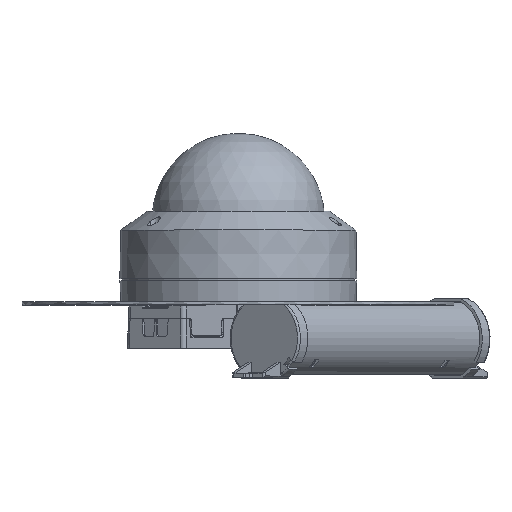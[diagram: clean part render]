
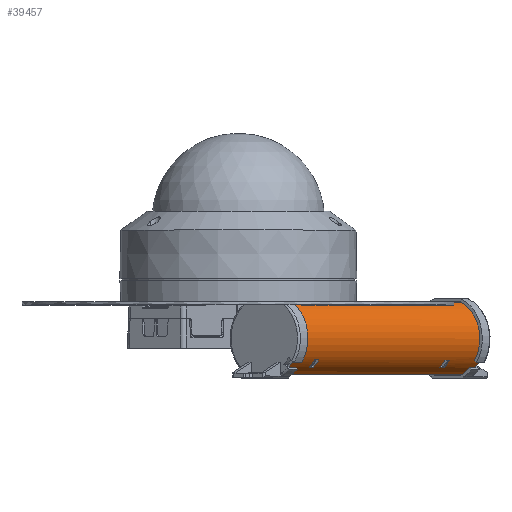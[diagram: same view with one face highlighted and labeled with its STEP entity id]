
A CAD part, top view. The second image highlights one B-rep face of the part: STEP entity #39457.
In plain terms, the highlighted cylindrical face has radius 18.7 mm (diameter 37.4 mm), a partial arc.
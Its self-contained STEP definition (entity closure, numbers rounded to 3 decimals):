
#1387=DIRECTION('',(0.588,0.,-0.809));
#1388=VECTOR('',#1387,55.256);
#1389=CARTESIAN_POINT('',(19.562,-10.,24.684));
#1390=LINE('',#1389,#1388);
#1542=DIRECTION('',(0.588,0.,-0.809));
#1543=VECTOR('',#1542,6.667);
#1544=CARTESIAN_POINT('',(41.,-11.5,-0.038));
#1545=LINE('',#1544,#1543);
#1621=DIRECTION('',(0.588,0.,-0.809));
#1622=VECTOR('',#1621,3.6);
#1623=CARTESIAN_POINT('',(33.715,-40.856,14.446));
#1624=LINE('',#1623,#1622);
#1625=CARTESIAN_POINT('',(85.191,-27.2,-78.184));
#1626=DIRECTION('',(-0.588,0.,0.809));
#1627=DIRECTION('',(0.553,-0.73,0.401));
#1628=AXIS2_PLACEMENT_3D('',#1625,#1626,#1627);
#1643=DIRECTION('',(0.588,0.,-0.809));
#1644=VECTOR('',#1643,3.6);
#1645=CARTESIAN_POINT('',(97.869,-37.409,
-68.979));
#1646=LINE('',#1645,#1644);
#1651=CARTESIAN_POINT('',(87.306,-27.2,-81.097));
#1652=DIRECTION('',(0.588,0.,-0.809));
#1653=DIRECTION('',(0.678,-0.546,0.492));
#1654=AXIS2_PLACEMENT_3D('',#1651,#1652,#1653);
#1669=DIRECTION('',(-0.588,0.,0.809));
#1670=VECTOR('',#1669,3.6);
#1671=CARTESIAN_POINT('',(97.643,-40.856,
-73.591));
#1672=LINE('',#1671,#1670);
#1696=CARTESIAN_POINT('',(13.624,-27.2,20.372));
#1697=DIRECTION('',(0.588,0.,-0.809));
#1698=DIRECTION('',(0.318,0.92,0.231));
#1699=AXIS2_PLACEMENT_3D('',#1696,#1697,#1698);
#1731=CARTESIAN_POINT('',(101.761,-27.2,-101.003));
#1732=DIRECTION('',(-0.588,0.,0.809));
#1733=DIRECTION('',(0.318,-0.92,0.231));
#1734=AXIS2_PLACEMENT_3D('',#1731,#1732,#1733);
#1765=DIRECTION('',(0.588,0.,-0.809));
#1766=VECTOR('',#1765,150.);
#1767=CARTESIAN_POINT('',(19.562,-44.4,24.684));
#1768=LINE('',#1767,#1766);
#1781=DIRECTION('',(-0.588,0.,0.809));
#1782=VECTOR('',#1781,94.744);
#1783=CARTESIAN_POINT('',(107.699,-10.,
-96.691));
#1784=LINE('',#1783,#1782);
#5406=CARTESIAN_POINT('',(41.,-11.5,-0.038));
#5407=CARTESIAN_POINT('',(41.,-11.42,
-0.248));
#5408=CARTESIAN_POINT('',(40.996,-11.263,
-0.666));
#5409=CARTESIAN_POINT('',(40.986,-11.113,
-1.08));
#5410=CARTESIAN_POINT('',(40.98,-11.04,
-1.286));
#5412=CARTESIAN_POINT('',(40.98,-11.04,
-1.286));
#5413=CARTESIAN_POINT('',(40.969,-10.921,
-1.618));
#5414=CARTESIAN_POINT('',(41.032,-10.734,
-2.282));
#5415=CARTESIAN_POINT('',(41.362,-10.588,
-3.214));
#5416=CARTESIAN_POINT('',(41.904,-10.566,
-4.032));
#5417=CARTESIAN_POINT('',(42.624,-10.665,
-4.695));
#5418=CARTESIAN_POINT('',(43.498,-10.895,
-5.173));
#5419=CARTESIAN_POINT('',(44.159,-11.149,
-5.341));
#5420=CARTESIAN_POINT('',(44.498,-11.304,
-5.382));
#5426=CARTESIAN_POINT('',(44.498,-11.304,
-5.382));
#5427=CARTESIAN_POINT('',(44.638,-11.368,
-5.399));
#5428=CARTESIAN_POINT('',(44.778,-11.433,
-5.416));
#5429=CARTESIAN_POINT('',(44.917,-11.5,-5.433));
#18981=CARTESIAN_POINT('',(23.378,-27.2,6.94));
#18982=DIRECTION('',(-0.588,0.,0.809));
#18983=DIRECTION('',(0.553,-0.73,0.401));
#18984=AXIS2_PLACEMENT_3D('',#18981,#18982,#18983);
#18999=DIRECTION('',(0.588,0.,-0.809));
#19000=VECTOR('',#18999,3.6);
#19001=CARTESIAN_POINT('',(36.055,-37.409,
16.146));
#19002=LINE('',#19001,#19000);
#19007=CARTESIAN_POINT('',(25.493,-27.2,4.027));
#19008=DIRECTION('',(0.588,0.,-0.809));
#19009=DIRECTION('',(0.678,-0.546,0.492));
#19010=AXIS2_PLACEMENT_3D('',#19007,#19008,#19009);
#30380=CARTESIAN_POINT('',(33.715,-40.856,
14.446));
#30381=CARTESIAN_POINT('',(35.83,-40.856,
11.533));
#30382=VERTEX_POINT('',#30380);
#30383=VERTEX_POINT('',#30381);
#30388=CARTESIAN_POINT('',(19.562,-44.4,
24.684));
#30389=CARTESIAN_POINT('',(107.699,-44.4,
-96.691));
#30390=VERTEX_POINT('',#30388);
#30391=VERTEX_POINT('',#30389);
#30408=CARTESIAN_POINT('',(107.699,-10.,
-96.691));
#30409=VERTEX_POINT('',#30408);
#30424=CARTESIAN_POINT('',(95.528,-40.856,
-70.678));
#30425=CARTESIAN_POINT('',(97.869,-37.409,
-68.979));
#30426=VERTEX_POINT('',#30424);
#30427=VERTEX_POINT('',#30425);
#30432=CARTESIAN_POINT('',(99.984,-37.409,
-71.892));
#30433=VERTEX_POINT('',#30432);
#30436=CARTESIAN_POINT('',(97.643,-40.856,
-73.591));
#30437=VERTEX_POINT('',#30436);
#30440=CARTESIAN_POINT('',(36.055,-37.409,
16.146));
#30441=VERTEX_POINT('',#30440);
#30444=CARTESIAN_POINT('',(38.171,-37.409,
13.233));
#30445=VERTEX_POINT('',#30444);
#38111=CARTESIAN_POINT('',(52.029,-10.,-20.027));
#38113=VERTEX_POINT('',#38111);
#38115=CARTESIAN_POINT('',(19.562,-10.,24.684));
#38116=VERTEX_POINT('',#38115);
#38119=CARTESIAN_POINT('',(41.,-11.5,-0.038));
#38120=CARTESIAN_POINT('',(44.917,-11.5,-5.433));
#38121=VERTEX_POINT('',#38119);
#38122=VERTEX_POINT('',#38120);
#38123=VERTEX_POINT('',#5410);
#38124=VERTEX_POINT('',#5420);
#39412=CARTESIAN_POINT('',(11.861,-27.2,22.8));
#39413=DIRECTION('',(0.588,0.,-0.809));
#39414=DIRECTION('',(-0.809,0.,-0.588));
#39415=AXIS2_PLACEMENT_3D('',#39412,#39413,#39414);
#39416=CYLINDRICAL_SURFACE('',#39415,18.7);
#39418=ORIENTED_EDGE('',*,*,#39417,.F.);
#39420=ORIENTED_EDGE('',*,*,#39419,.F.);
#39422=ORIENTED_EDGE('',*,*,#39421,.F.);
#39424=ORIENTED_EDGE('',*,*,#39423,.F.);
#39425=ORIENTED_EDGE('',*,*,#39195,.T.);
#39426=EDGE_LOOP('',(#39418,#39420,#39422,#39424,#39425));
#39427=FACE_OUTER_BOUND('',#39426,.F.);
#39429=ORIENTED_EDGE('',*,*,#39428,.F.);
#39431=ORIENTED_EDGE('',*,*,#39430,.T.);
#39433=ORIENTED_EDGE('',*,*,#39432,.F.);
#39435=ORIENTED_EDGE('',*,*,#39434,.F.);
#39436=EDGE_LOOP('',(#39429,#39431,#39433,#39435));
#39437=FACE_BOUND('',#39436,.F.);
#39439=ORIENTED_EDGE('',*,*,#39438,.F.);
#39441=ORIENTED_EDGE('',*,*,#39440,.F.);
#39443=ORIENTED_EDGE('',*,*,#39442,.F.);
#39445=ORIENTED_EDGE('',*,*,#39444,.F.);
#39446=EDGE_LOOP('',(#39439,#39441,#39443,#39445));
#39447=FACE_BOUND('',#39446,.F.);
#39448=ORIENTED_EDGE('',*,*,#39286,.T.);
#39450=ORIENTED_EDGE('',*,*,#39449,.F.);
#39452=ORIENTED_EDGE('',*,*,#39451,.F.);
#39454=ORIENTED_EDGE('',*,*,#39453,.F.);
#39455=EDGE_LOOP('',(#39448,#39450,#39452,#39454));
#39456=FACE_BOUND('',#39455,.F.);
#39457=ADVANCED_FACE('',(#39427,#39437,#39447,#39456),#39416,.T.);
#1629=CIRCLE('',#1628,18.7);
#1655=CIRCLE('',#1654,18.7);
#1700=CIRCLE('',#1699,18.7);
#1735=CIRCLE('',#1734,18.7);
#5411=B_SPLINE_CURVE_WITH_KNOTS('',3,(#5406,#5407,#5408,#5409,#5410),
.UNSPECIFIED.,.F.,.F.,(4,1,4),(0.,0.5,1.),.UNSPECIFIED.);
#5421=B_SPLINE_CURVE_WITH_KNOTS('',3,(#5412,#5413,#5414,#5415,#5416,#5417,#5418,
#5419,#5420),.UNSPECIFIED.,.F.,.F.,(4,1,1,1,1,1,4),(0.,0.167,
0.333,0.5,0.667,0.833,1.),
.UNSPECIFIED.);
#5430=B_SPLINE_CURVE_WITH_KNOTS('',3,(#5426,#5427,#5428,#5429),.UNSPECIFIED.,
.F.,.F.,(4,4),(0.,1.),.UNSPECIFIED.);
#18985=CIRCLE('',#18984,18.7);
#19011=CIRCLE('',#19010,18.7);
#39195=EDGE_CURVE('',#38116,#38113,#1390,.T.);
#39286=EDGE_CURVE('',#38121,#38122,#1545,.T.);
#39417=EDGE_CURVE('',#30409,#38113,#1784,.T.);
#39419=EDGE_CURVE('',#30391,#30409,#1735,.T.);
#39421=EDGE_CURVE('',#30390,#30391,#1768,.T.);
#39423=EDGE_CURVE('',#38116,#30390,#1700,.T.);
#39428=EDGE_CURVE('',#30382,#30441,#18985,.T.);
#39430=EDGE_CURVE('',#30382,#30383,#1624,.T.);
#39432=EDGE_CURVE('',#30445,#30383,#19011,.T.);
#39434=EDGE_CURVE('',#30441,#30445,#19002,.T.);
#39438=EDGE_CURVE('',#30426,#30427,#1629,.T.);
#39440=EDGE_CURVE('',#30437,#30426,#1672,.T.);
#39442=EDGE_CURVE('',#30433,#30437,#1655,.T.);
#39444=EDGE_CURVE('',#30427,#30433,#1646,.T.);
#39449=EDGE_CURVE('',#38124,#38122,#5430,.T.);
#39451=EDGE_CURVE('',#38123,#38124,#5421,.T.);
#39453=EDGE_CURVE('',#38121,#38123,#5411,.T.);
